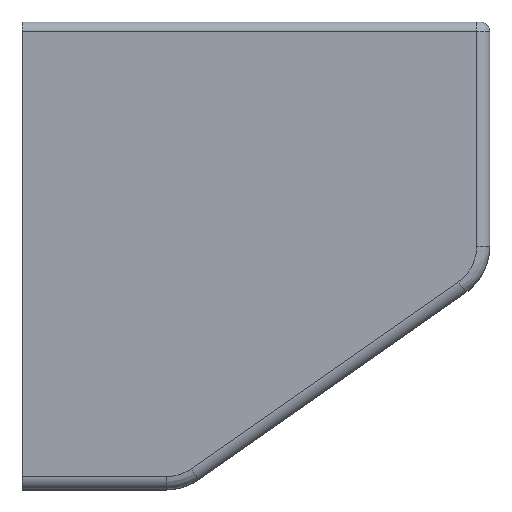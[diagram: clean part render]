
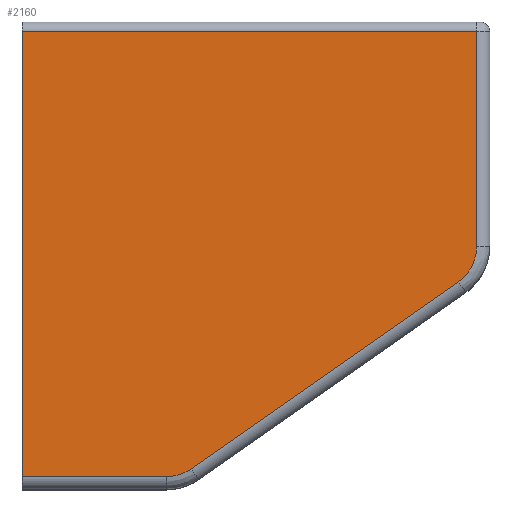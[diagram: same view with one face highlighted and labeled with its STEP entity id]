
A CAD part, top view. The second image highlights one B-rep face of the part: STEP entity #2160.
In plain terms, the highlighted planar face has unit normal (0, -0.018, 1).
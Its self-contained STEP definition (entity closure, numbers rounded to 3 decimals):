
#41=(
BOUNDED_CURVE()
B_SPLINE_CURVE(3,(#3461,#3462,#3463,#3464,#3465,#3466),.UNSPECIFIED.,.F.,
 .F.)
B_SPLINE_CURVE_WITH_KNOTS((4,2,4),(0.611,1.091,1.571),
 .UNSPECIFIED.)
CURVE()
GEOMETRIC_REPRESENTATION_ITEM()
RATIONAL_B_SPLINE_CURVE((1.,1.,1.,1.,1.,1.))
REPRESENTATION_ITEM($)
);
#76=ELLIPSE($,#2332,2.096,1.891);
#110=PLANE($,#2331);
#197=FACE_OUTER_BOUND($,#334,.T.);
#334=EDGE_LOOP($,(#1644,#1645,#1646,#1647,#1648,#1649,#1650));
#439=LINE($,#3131,#645);
#448=LINE($,#3156,#654);
#560=LINE($,#3454,#766);
#561=LINE($,#3456,#767);
#562=LINE($,#3460,#768);
#645=VECTOR($,#2510,23.807);
#654=VECTOR($,#2529,11.505);
#766=VECTOR($,#2737,24.3);
#767=VECTOR($,#2738,7.719);
#768=VECTOR($,#2741,17.435);
#929=VERTEX_POINT($,#3128);
#930=VERTEX_POINT($,#3130);
#940=VERTEX_POINT($,#3153);
#941=VERTEX_POINT($,#3155);
#1052=VERTEX_POINT($,#3455);
#1053=VERTEX_POINT($,#3457);
#1054=VERTEX_POINT($,#3459);
#1129=EDGE_CURVE($,#930,#929,#439,.T.);
#1141=EDGE_CURVE($,#941,#940,#448,.T.);
#1281=EDGE_CURVE($,#940,#930,#560,.T.);
#1282=EDGE_CURVE($,#929,#1052,#561,.T.);
#1283=EDGE_CURVE($,#1052,#1053,#76,.T.);
#1284=EDGE_CURVE($,#1053,#1054,#562,.T.);
#1285=EDGE_CURVE($,#1054,#941,#41,.T.);
#1644=ORIENTED_EDGE($,*,*,#1141,.T.);
#1645=ORIENTED_EDGE($,*,*,#1281,.T.);
#1646=ORIENTED_EDGE($,*,*,#1129,.T.);
#1647=ORIENTED_EDGE($,*,*,#1282,.T.);
#1648=ORIENTED_EDGE($,*,*,#1283,.T.);
#1649=ORIENTED_EDGE($,*,*,#1284,.T.);
#1650=ORIENTED_EDGE($,*,*,#1285,.T.);
#2160=ADVANCED_FACE($,(#197),#110,.T.);
#2331=AXIS2_PLACEMENT_3D($,#3453,#2735,#2736);
#2332=AXIS2_PLACEMENT_3D($,#3458,#2739,#2740);
#2510=DIRECTION($,(0.,-1.,-0.017));
#2529=DIRECTION($,(0.,1.,0.017));
#2735=DIRECTION('center_axis',(0.,-0.017,1.));
#2736=DIRECTION('ref_axis',(0.,-1.,-0.017));
#2737=DIRECTION($,(-1.,0.,0.));
#2738=DIRECTION($,(1.,0.,0.));
#2739=DIRECTION('center_axis',(0.,-0.017,
1.));
#2740=DIRECTION('ref_axis',(0.954,0.301,0.005));
#2741=DIRECTION($,(0.819,0.574,0.01));
#3128=CARTESIAN_POINT('',(0.,-24.312,9.076));
#3130=CARTESIAN_POINT('',(0.,-0.509,9.491));
#3131=CARTESIAN_POINT($,(0.,0.,9.5));
#3153=CARTESIAN_POINT('',(24.3,-0.509,9.491));
#3155=CARTESIAN_POINT('',(24.3,-12.012,9.29));
#3156=CARTESIAN_POINT($,(24.3,0.,9.5));
#3453=CARTESIAN_POINT('Origin',(0.,0.,9.5));
#3454=CARTESIAN_POINT($,(0.,-0.509,9.491));
#3455=CARTESIAN_POINT('',(7.719,-24.312,9.076));
#3456=CARTESIAN_POINT($,(0.,-24.312,9.076));
#3457=CARTESIAN_POINT('',(9.038,-23.896,9.083));
#3458=CARTESIAN_POINT('Origin',(7.842,-22.402,9.109));
#3459=CARTESIAN_POINT('',(23.319,-13.896,9.257));
#3460=CARTESIAN_POINT($,(14.204,-20.279,9.146));
#3461=CARTESIAN_POINT('Ctrl Pts',(23.319,-13.896,9.257));
#3462=CARTESIAN_POINT('Ctrl Pts',(23.621,-13.685,9.261));
#3463=CARTESIAN_POINT('Ctrl Pts',(23.87,-13.401,9.266));
#3464=CARTESIAN_POINT('Ctrl Pts',(24.21,-12.748,9.277));
#3465=CARTESIAN_POINT('Ctrl Pts',(24.3,-12.38,9.284));
#3466=CARTESIAN_POINT('Ctrl Pts',(24.3,-12.012,9.29));
